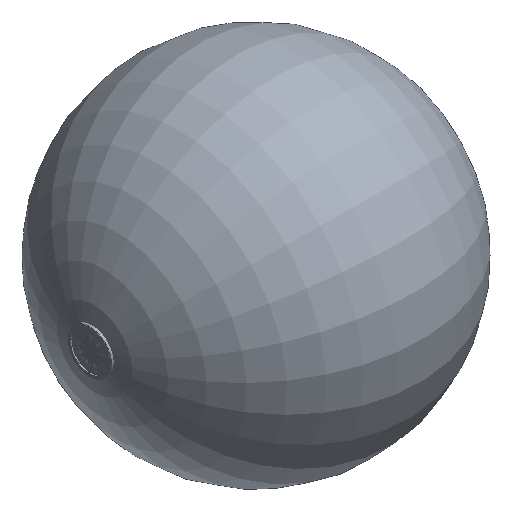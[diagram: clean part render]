
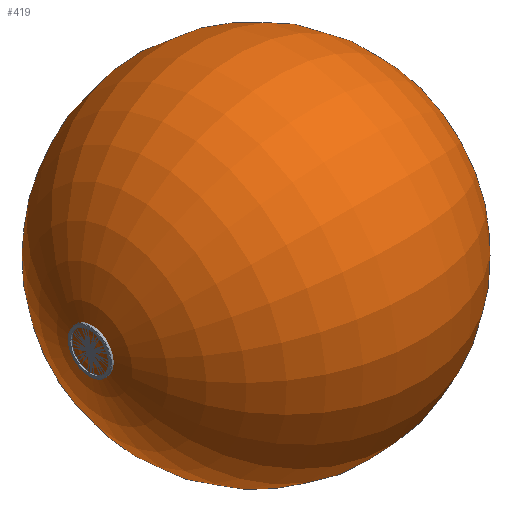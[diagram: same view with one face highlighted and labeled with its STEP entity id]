
A CAD part, isometric view. The second image highlights one B-rep face of the part: STEP entity #419.
In plain terms, the highlighted toroidal (fillet/blend) face has major radius 0.598 mm and minor radius 192.22 mm.
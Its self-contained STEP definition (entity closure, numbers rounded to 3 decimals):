
#14 = AXIS2_PLACEMENT_3D ( 'NONE', #59, #228, #391 ) ;
#16 = ORIENTED_EDGE ( 'NONE', *, *, #17, .T. ) ;
#17 = EDGE_CURVE ( 'NONE', #406, #406, #295, .T. ) ;
#43 = DIRECTION ( 'NONE',  ( 0., 0., 1. ) ) ;
#59 = CARTESIAN_POINT ( 'NONE',  ( 1.811, 0., 0. ) ) ;
#72 = CARTESIAN_POINT ( 'NONE',  ( 192.836, 0., 0. ) ) ;
#132 = AXIS2_PLACEMENT_3D ( 'NONE', #72, #271, #43 ) ;
#182 = CARTESIAN_POINT ( 'NONE',  ( 1.811, 0., 22. ) ) ;
#210 = FACE_OUTER_BOUND ( 'NONE', #275, .T. ) ;
#224 = TOROIDAL_SURFACE ( 'NONE', #132, 0.598, 192.22 ) ;
#228 = DIRECTION ( 'NONE',  ( -1., 0., 0. ) ) ;
#271 = DIRECTION ( 'NONE',  ( -1., 0., 0. ) ) ;
#275 = EDGE_LOOP ( 'NONE', ( #16 ) ) ;
#295 = CIRCLE ( 'NONE', #14, 22. ) ;
#391 = DIRECTION ( 'NONE',  ( 0., 0., 1. ) ) ;
#406 = VERTEX_POINT ( 'NONE', #182 ) ;
#419 = ADVANCED_FACE ( 'NONE', ( #210 ), #224, .T. ) ;
